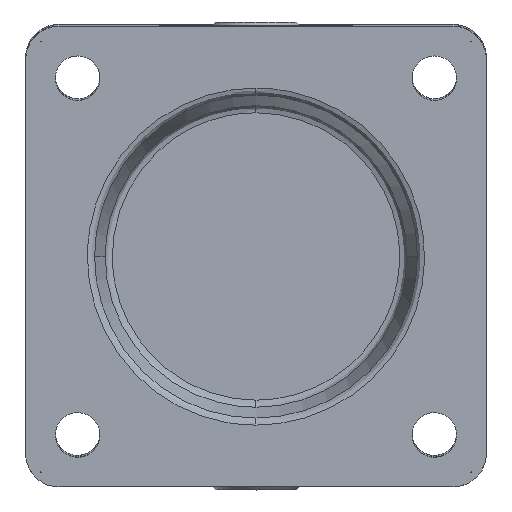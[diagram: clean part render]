
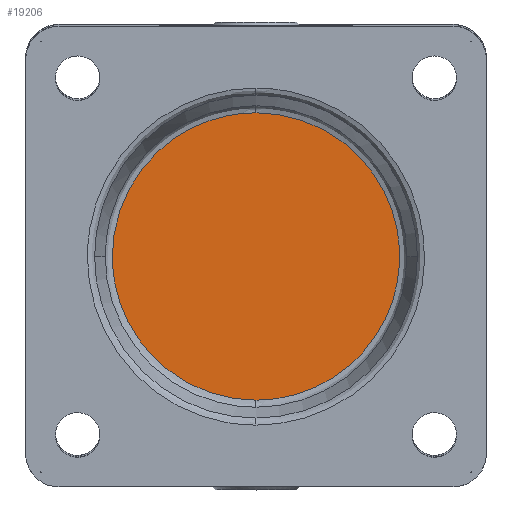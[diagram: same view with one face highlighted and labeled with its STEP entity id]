
A CAD part, left-side view. The second image highlights one B-rep face of the part: STEP entity #19206.
In plain terms, the highlighted free-form (B-spline) face has degree [1, 1] with [2, 2] control points.
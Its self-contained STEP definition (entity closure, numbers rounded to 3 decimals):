
#9525 = EDGE_CURVE('',#9526,#9528,#9530,.T.);
#9526 = VERTEX_POINT('',#9527);
#9527 = CARTESIAN_POINT('',(12.382,62.463,
    -29.618));
#9528 = VERTEX_POINT('',#9529);
#9529 = CARTESIAN_POINT('',(12.327,40.837,
    -7.991));
#9530 = ( BOUNDED_CURVE() B_SPLINE_CURVE(2,(#9531,#9532,#9533),
.UNSPECIFIED.,.F.,.F.) B_SPLINE_CURVE_WITH_KNOTS((3,3),(3.142,
4.712),.PIECEWISE_BEZIER_KNOTS.) CURVE() 
GEOMETRIC_REPRESENTATION_ITEM() RATIONAL_B_SPLINE_CURVE((1.,
0.707,1.)) REPRESENTATION_ITEM('') );
#9531 = CARTESIAN_POINT('',(12.382,62.463,
    -29.618));
#9532 = CARTESIAN_POINT('',(12.327,62.463,
    -7.991));
#9533 = CARTESIAN_POINT('',(12.327,40.837,
    -7.991));
#9535 = EDGE_CURVE('',#9536,#9526,#9538,.T.);
#9536 = VERTEX_POINT('',#9537);
#9537 = CARTESIAN_POINT('',(12.436,40.837,
    -51.244));
#9538 = ( BOUNDED_CURVE() B_SPLINE_CURVE(2,(#9539,#9540,#9541),
.UNSPECIFIED.,.F.,.F.) B_SPLINE_CURVE_WITH_KNOTS((3,3),(1.571,
3.142),.PIECEWISE_BEZIER_KNOTS.) CURVE() 
GEOMETRIC_REPRESENTATION_ITEM() RATIONAL_B_SPLINE_CURVE((1.,
0.707,1.)) REPRESENTATION_ITEM('') );
#9539 = CARTESIAN_POINT('',(12.436,40.837,
    -51.244));
#9540 = CARTESIAN_POINT('',(12.436,62.463,-51.244
    ));
#9541 = CARTESIAN_POINT('',(12.382,62.463,
    -29.618));
#19206 = ADVANCED_FACE('',(#19207),#19219,.T.);
#19207 = FACE_BOUND('',#19208,.T.);
#19208 = EDGE_LOOP('',(#19209,#19210,#19211));
#19209 = ORIENTED_EDGE('',*,*,#9525,.F.);
#19210 = ORIENTED_EDGE('',*,*,#9535,.F.);
#19211 = ORIENTED_EDGE('',*,*,#19212,.F.);
#19212 = EDGE_CURVE('',#9528,#9536,#19213,.T.);
#19213 = ( BOUNDED_CURVE() B_SPLINE_CURVE(2,(#19214,#19215,#19216,#19217
,#19218),.UNSPECIFIED.,.F.,.F.) B_SPLINE_CURVE_WITH_KNOTS((3,2,3),(
    4.712,6.283,7.854),
.PIECEWISE_BEZIER_KNOTS.) CURVE() GEOMETRIC_REPRESENTATION_ITEM() 
RATIONAL_B_SPLINE_CURVE((1.,0.707,1.,0.707,1.)) 
REPRESENTATION_ITEM('') );
#19214 = CARTESIAN_POINT('',(12.327,40.837,
    -7.991));
#19215 = CARTESIAN_POINT('',(12.327,19.211,
    -7.991));
#19216 = CARTESIAN_POINT('',(12.382,19.211,
    -29.618));
#19217 = CARTESIAN_POINT('',(12.436,19.211,
    -51.244));
#19218 = CARTESIAN_POINT('',(12.436,40.837,
    -51.244));
#19219 = B_SPLINE_SURFACE_WITH_KNOTS('',1,1,(
    (#19220,#19221)
    ,(#19222,#19223
    )),.UNSPECIFIED.,.F.,.F.,.F.,(2,2),(2,2),(-19.23,
    19.43),(11.67,50.33),
  .PIECEWISE_BEZIER_KNOTS.);
#19220 = CARTESIAN_POINT('',(12.436,19.211,
    -51.244));
#19221 = CARTESIAN_POINT('',(12.436,62.463,
    -51.244));
#19222 = CARTESIAN_POINT('',(12.327,19.211,
    -7.991));
#19223 = CARTESIAN_POINT('',(12.327,62.463,
    -7.991));
